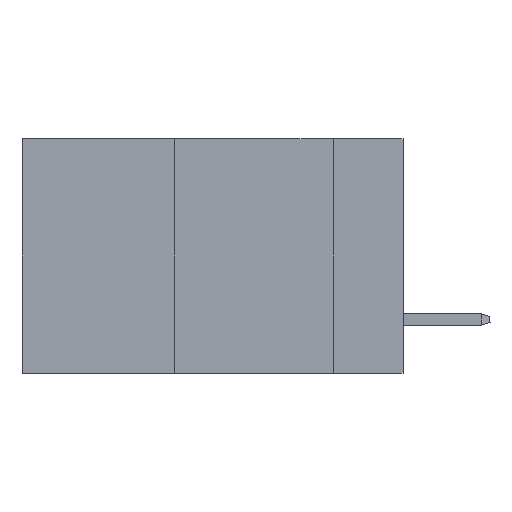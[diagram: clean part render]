
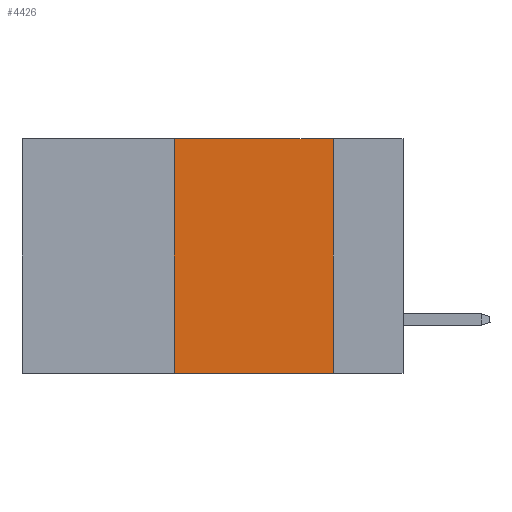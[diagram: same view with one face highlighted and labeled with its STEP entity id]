
A CAD part, left-side view. The second image highlights one B-rep face of the part: STEP entity #4426.
In plain terms, the highlighted planar face has unit normal (-1, 0, 0).
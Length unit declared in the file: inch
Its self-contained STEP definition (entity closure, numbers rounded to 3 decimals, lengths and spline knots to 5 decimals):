
#243 = AXIS2_PLACEMENT_3D ( 'NONE', #8295, #5882, #23944 ) ;
#2238 = EDGE_CURVE ( 'NONE', #21861, #18108, #7080, .T. ) ;
#2929 = EDGE_LOOP ( 'NONE', ( #20543, #24571, #16338, #5542 ) ) ;
#3462 = DIRECTION ( 'NONE',  ( 0., 0., 1. ) ) ;
#4264 = DIRECTION ( 'NONE',  ( 0., 0., -1. ) ) ;
#4348 = CARTESIAN_POINT ( 'NONE',  ( 0., 0.6, 0. ) ) ;
#4426 = ADVANCED_FACE ( 'NONE', ( #24077 ), #24350, .F. ) ;
#5542 = ORIENTED_EDGE ( 'NONE', *, *, #2238, .T. ) ;
#5882 = DIRECTION ( 'NONE',  ( 1., 0., 0. ) ) ;
#6613 = LINE ( 'NONE', #4348, #22771 ) ;
#7080 = LINE ( 'NONE', #15059, #20965 ) ;
#7239 = VERTEX_POINT ( 'NONE', #12120 ) ;
#7954 = VERTEX_POINT ( 'NONE', #11106 ) ;
#8295 = CARTESIAN_POINT ( 'NONE',  ( 0., 0.6, 0. ) ) ;
#9723 = EDGE_CURVE ( 'NONE', #21861, #7239, #23782, .T. ) ;
#9732 = CARTESIAN_POINT ( 'NONE',  ( 0., 0.36, 0. ) ) ;
#11106 = CARTESIAN_POINT ( 'NONE',  ( 0., 0.11, 0. ) ) ;
#11216 = EDGE_CURVE ( 'NONE', #7954, #18108, #22464, .T. ) ;
#12120 = CARTESIAN_POINT ( 'NONE',  ( 0., 0.36, 0. ) ) ;
#14742 = CARTESIAN_POINT ( 'NONE',  ( 0., 0.11, 0. ) ) ;
#15059 = CARTESIAN_POINT ( 'NONE',  ( 0., 0.6, -0.37 ) ) ;
#15785 = CARTESIAN_POINT ( 'NONE',  ( 0., 0.11, -0.37 ) ) ;
#16338 = ORIENTED_EDGE ( 'NONE', *, *, #9723, .F. ) ;
#17106 = VECTOR ( 'NONE', #3462, 39.37008 ) ;
#18108 = VERTEX_POINT ( 'NONE', #15785 ) ;
#18583 = DIRECTION ( 'NONE',  ( 0., -1., 0. ) ) ;
#19339 = DIRECTION ( 'NONE',  ( 0., -1., 0. ) ) ;
#19385 = EDGE_CURVE ( 'NONE', #7239, #7954, #6613, .T. ) ;
#20543 = ORIENTED_EDGE ( 'NONE', *, *, #11216, .F. ) ;
#20965 = VECTOR ( 'NONE', #19339, 39.37008 ) ;
#21861 = VERTEX_POINT ( 'NONE', #24981 ) ;
#22464 = LINE ( 'NONE', #14742, #23870 ) ;
#22771 = VECTOR ( 'NONE', #18583, 39.37008 ) ;
#23782 = LINE ( 'NONE', #9732, #17106 ) ;
#23870 = VECTOR ( 'NONE', #4264, 39.37008 ) ;
#23944 = DIRECTION ( 'NONE',  ( 0., 0., -1. ) ) ;
#24077 = FACE_OUTER_BOUND ( 'NONE', #2929, .T. ) ;
#24350 = PLANE ( 'NONE',  #243 ) ;
#24571 = ORIENTED_EDGE ( 'NONE', *, *, #19385, .F. ) ;
#24981 = CARTESIAN_POINT ( 'NONE',  ( 0., 0.36, -0.37 ) ) ;
